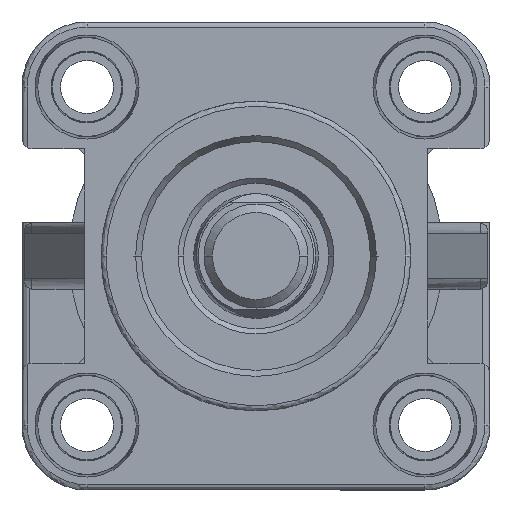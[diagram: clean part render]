
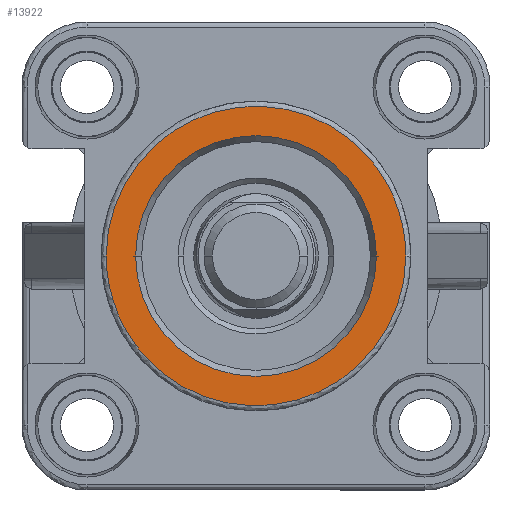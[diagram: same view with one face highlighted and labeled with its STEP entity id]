
A CAD part, left-side view. The second image highlights one B-rep face of the part: STEP entity #13922.
In plain terms, the highlighted planar face has unit normal (-1, 0, 0).
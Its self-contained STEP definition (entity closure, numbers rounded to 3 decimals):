
#407 = VERTEX_POINT ( 'NONE', #11186 ) ;
#691 = CARTESIAN_POINT ( 'NONE',  ( 0., 11., 0. ) ) ;
#732 = CARTESIAN_POINT ( 'NONE',  ( 0., -28.8, -14.4 ) ) ;
#1397 = DIRECTION ( 'NONE',  ( 0., 0., 1. ) ) ;
#2595 = EDGE_CURVE ( 'NONE', #9328, #407, #9754, .T. ) ;
#2790 = AXIS2_PLACEMENT_3D ( 'NONE', #6170, #13031, #3378 ) ;
#3100 = CIRCLE ( 'NONE', #2790, 11.577 ) ;
#3213 = FACE_OUTER_BOUND ( 'NONE', #10030, .T. ) ;
#3378 = DIRECTION ( 'NONE',  ( 0., 0., 1. ) ) ;
#3649 = CARTESIAN_POINT ( 'NONE',  ( 0., 28.8, 14.4 ) ) ;
#4395 = VERTEX_POINT ( 'NONE', #11444 ) ;
#4430 = EDGE_LOOP ( 'NONE', ( #14876, #15452 ) ) ;
#4782 =( BOUNDED_CURVE ( )  B_SPLINE_CURVE ( 3, ( #15862, #13134, #732, #15913 ),
 .UNSPECIFIED., .F., .F. ) 
 B_SPLINE_CURVE_WITH_KNOTS ( ( 4, 4 ),
 ( 0., 1. ),
 .UNSPECIFIED. ) 
 CURVE ( )  GEOMETRIC_REPRESENTATION_ITEM ( )  RATIONAL_B_SPLINE_CURVE ( ( 1., 0.333, 0.333, 1. ) ) 
 REPRESENTATION_ITEM ( '' )  );
#5049 = CARTESIAN_POINT ( 'NONE',  ( 0., 0., -11.577 ) ) ;
#6170 = CARTESIAN_POINT ( 'NONE',  ( 0., 0., 0. ) ) ;
#6177 = EDGE_CURVE ( 'NONE', #407, #9328, #3100, .T. ) ;
#6275 = EDGE_CURVE ( 'NONE', #11498, #4395, #6495, .T. ) ;
#6342 = ORIENTED_EDGE ( 'NONE', *, *, #10882, .F. ) ;
#6461 = CARTESIAN_POINT ( 'NONE',  ( 0., 28.8, -14.4 ) ) ;
#6495 =( BOUNDED_CURVE ( )  B_SPLINE_CURVE ( 3, ( #14643, #6461, #3649, #16033 ),
 .UNSPECIFIED., .F., .T. ) 
 B_SPLINE_CURVE_WITH_KNOTS ( ( 4, 4 ),
 ( 0., 1. ),
 .UNSPECIFIED. ) 
 CURVE ( )  GEOMETRIC_REPRESENTATION_ITEM ( )  RATIONAL_B_SPLINE_CURVE ( ( 1., 0.333, 0.333, 1. ) ) 
 REPRESENTATION_ITEM ( '' )  );
#6836 = CARTESIAN_POINT ( 'NONE',  ( 0., 0., -14.4 ) ) ;
#7140 = AXIS2_PLACEMENT_3D ( 'NONE', #10820, #17634, #1397 ) ;
#7262 = ORIENTED_EDGE ( 'NONE', *, *, #6275, .F. ) ;
#9328 = VERTEX_POINT ( 'NONE', #5049 ) ;
#9754 = CIRCLE ( 'NONE', #7140, 11.577 ) ;
#10030 = EDGE_LOOP ( 'NONE', ( #7262, #6342 ) ) ;
#10820 = CARTESIAN_POINT ( 'NONE',  ( 0., 0., 0. ) ) ;
#10882 = EDGE_CURVE ( 'NONE', #4395, #11498, #4782, .T. ) ;
#11186 = CARTESIAN_POINT ( 'NONE',  ( 0., 0., 11.577 ) ) ;
#11444 = CARTESIAN_POINT ( 'NONE',  ( 0., 0., 14.4 ) ) ;
#11498 = VERTEX_POINT ( 'NONE', #6836 ) ;
#11772 = DIRECTION ( 'NONE',  ( 0., 0., -1. ) ) ;
#12990 = PLANE ( 'NONE',  #16141 ) ;
#13031 = DIRECTION ( 'NONE',  ( -1., 0., 0. ) ) ;
#13134 = CARTESIAN_POINT ( 'NONE',  ( 0., -28.8, 14.4 ) ) ;
#13922 = ADVANCED_FACE ( 'NONE', ( #14963, #3213 ), #12990, .F. ) ;
#14643 = CARTESIAN_POINT ( 'NONE',  ( 0., 0., -14.4 ) ) ;
#14876 = ORIENTED_EDGE ( 'NONE', *, *, #6177, .F. ) ;
#14963 = FACE_BOUND ( 'NONE', #4430, .T. ) ;
#15452 = ORIENTED_EDGE ( 'NONE', *, *, #2595, .F. ) ;
#15862 = CARTESIAN_POINT ( 'NONE',  ( 0., 0., 14.4 ) ) ;
#15913 = CARTESIAN_POINT ( 'NONE',  ( 0., 0., -14.4 ) ) ;
#15989 = DIRECTION ( 'NONE',  ( 1., 0., 0. ) ) ;
#16033 = CARTESIAN_POINT ( 'NONE',  ( 0., 0., 14.4 ) ) ;
#16141 = AXIS2_PLACEMENT_3D ( 'NONE', #691, #15989, #11772 ) ;
#17634 = DIRECTION ( 'NONE',  ( -1., 0., 0. ) ) ;
